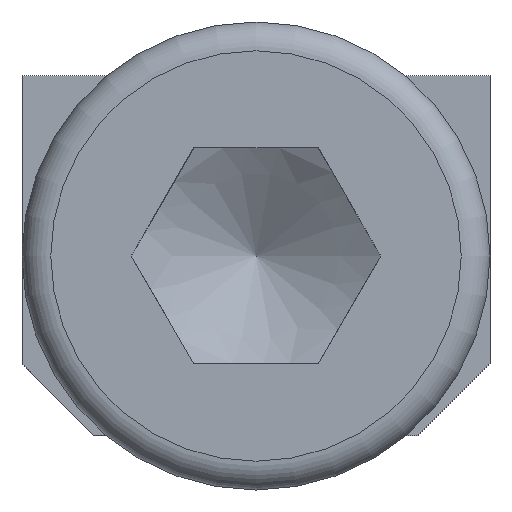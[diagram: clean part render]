
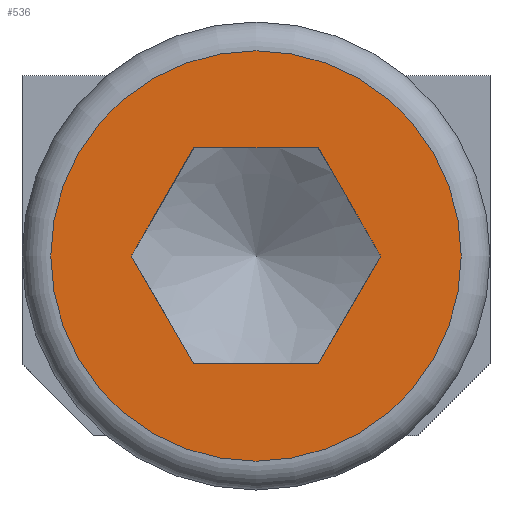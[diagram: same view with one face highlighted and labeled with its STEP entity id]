
A CAD part, left-side view. The second image highlights one B-rep face of the part: STEP entity #536.
In plain terms, the highlighted planar face has unit normal (-1, 0, 0).
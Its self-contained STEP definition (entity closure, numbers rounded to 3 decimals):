
#27=LINE($,#802,#69);
#28=LINE($,#804,#70);
#29=LINE($,#806,#71);
#30=LINE($,#808,#72);
#31=LINE($,#810,#73);
#32=LINE($,#811,#74);
#69=VECTOR($,#658,3.464);
#70=VECTOR($,#659,3.464);
#71=VECTOR($,#660,3.464);
#72=VECTOR($,#661,3.464);
#73=VECTOR($,#662,3.464);
#74=VECTOR($,#663,3.464);
#119=PLANE($,#588);
#152=FACE_BOUND($,#213,.T.);
#169=FACE_OUTER_BOUND($,#212,.T.);
#212=EDGE_LOOP($,(#401));
#213=EDGE_LOOP($,(#402,#403,#404,#405,#406,#407));
#260=CIRCLE($,#586,5.7);
#275=VERTEX_POINT($,#795);
#277=VERTEX_POINT($,#800);
#278=VERTEX_POINT($,#801);
#279=VERTEX_POINT($,#803);
#280=VERTEX_POINT($,#805);
#281=VERTEX_POINT($,#807);
#282=VERTEX_POINT($,#809);
#326=EDGE_CURVE($,#275,#275,#260,.T.);
#328=EDGE_CURVE($,#277,#278,#27,.T.);
#329=EDGE_CURVE($,#278,#279,#28,.T.);
#330=EDGE_CURVE($,#279,#280,#29,.T.);
#331=EDGE_CURVE($,#280,#281,#30,.T.);
#332=EDGE_CURVE($,#281,#282,#31,.T.);
#333=EDGE_CURVE($,#282,#277,#32,.T.);
#401=ORIENTED_EDGE($,*,*,#326,.F.);
#402=ORIENTED_EDGE($,*,*,#328,.T.);
#403=ORIENTED_EDGE($,*,*,#329,.T.);
#404=ORIENTED_EDGE($,*,*,#330,.T.);
#405=ORIENTED_EDGE($,*,*,#331,.T.);
#406=ORIENTED_EDGE($,*,*,#332,.T.);
#407=ORIENTED_EDGE($,*,*,#333,.T.);
#536=ADVANCED_FACE($,(#169,#152),#119,.T.);
#586=AXIS2_PLACEMENT_3D($,#796,#652,#653);
#588=AXIS2_PLACEMENT_3D($,#799,#656,#657);
#652=DIRECTION('center_axis',(1.,0.,0.));
#653=DIRECTION('ref_axis',(0.,0.,
-1.));
#656=DIRECTION('center_axis',(-1.,0.,0.));
#657=DIRECTION('ref_axis',(0.,-1.,0.));
#658=DIRECTION($,(0.,-1.,0.));
#659=DIRECTION($,(0.,-0.5,-0.866));
#660=DIRECTION($,(0.,0.5,-0.866));
#661=DIRECTION($,(0.,1.,0.));
#662=DIRECTION($,(0.,0.5,0.866));
#663=DIRECTION($,(0.,-0.5,0.866));
#795=CARTESIAN_POINT('',(-12.,0.,-3.3));
#796=CARTESIAN_POINT('Origin',(-12.,0.,-9.));
#799=CARTESIAN_POINT('Origin',(-12.,0.,-4.018));
#800=CARTESIAN_POINT('',(-12.,1.732,-6.));
#801=CARTESIAN_POINT('',(-12.,-1.732,-6.));
#802=CARTESIAN_POINT($,(-12.,-0.866,-6.));
#803=CARTESIAN_POINT('',(-12.,-3.464,-9.));
#804=CARTESIAN_POINT($,(-12.,-3.031,-8.25));
#805=CARTESIAN_POINT('',(-12.,-1.732,-12.));
#806=CARTESIAN_POINT($,(-12.,-2.165,-11.25));
#807=CARTESIAN_POINT('',(-12.,1.732,-12.));
#808=CARTESIAN_POINT($,(-12.,0.866,-12.));
#809=CARTESIAN_POINT('',(-12.,3.464,-9.));
#810=CARTESIAN_POINT($,(-12.,3.031,-9.75));
#811=CARTESIAN_POINT($,(-12.,2.165,-6.75));
